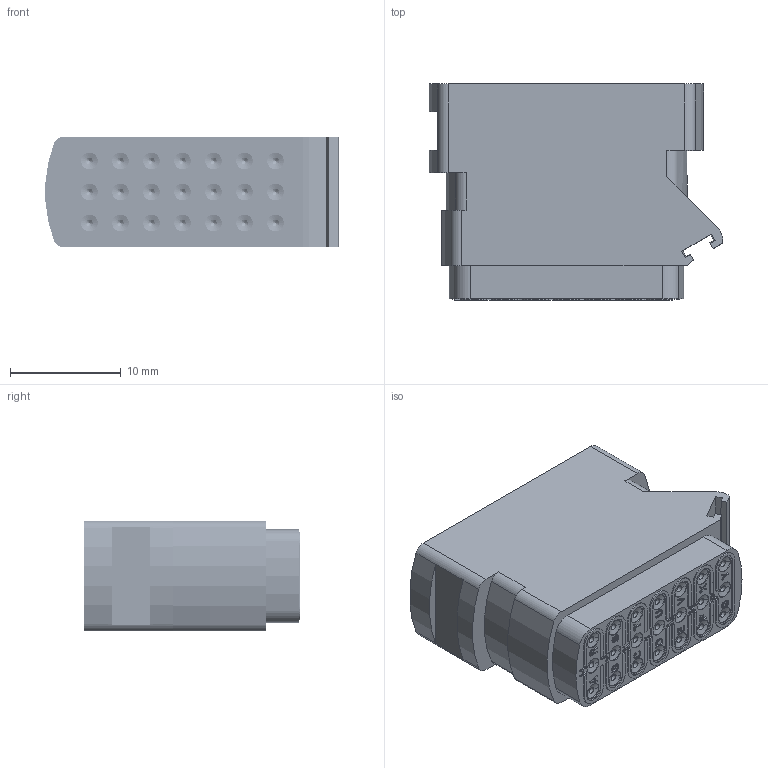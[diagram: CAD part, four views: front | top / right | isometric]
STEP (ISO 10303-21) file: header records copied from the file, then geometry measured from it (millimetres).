
FILE_DESCRIPTION((''),'2;1');
FILE_NAME('00111510202','2020-02-11T',('presta_be4'),(''),'CREO PARAMETRIC BY PTC INC, 2018360','CREO PARAMETRIC BY PTC INC, 2018360','');
FILE_SCHEMA(('CONFIG_CONTROL_DESIGN'));
Products named in the file (1): 00111510202
Bounding box: 26.45 x 19.5 x 10 mm (x, y, z)
Volume: 3455.1 mm3; surface area: 6898.9 mm2
Topology: 1 solids, 1 shells, 6494 faces, 18634 edges, 12275 vertices
Faces by surface type: plane 5078, cylinder 828, cone 462, sphere 84, torus 42
Entity records: 226601 total; most frequent: CARTESIAN_POINT 53467, ORIENTED_EDGE 37184, DIRECTION 35544, EDGE_CURVE 18592, VECTOR 12774, LINE 12774, VERTEX_POINT 12275, AXIS2_PLACEMENT_3D 11385
